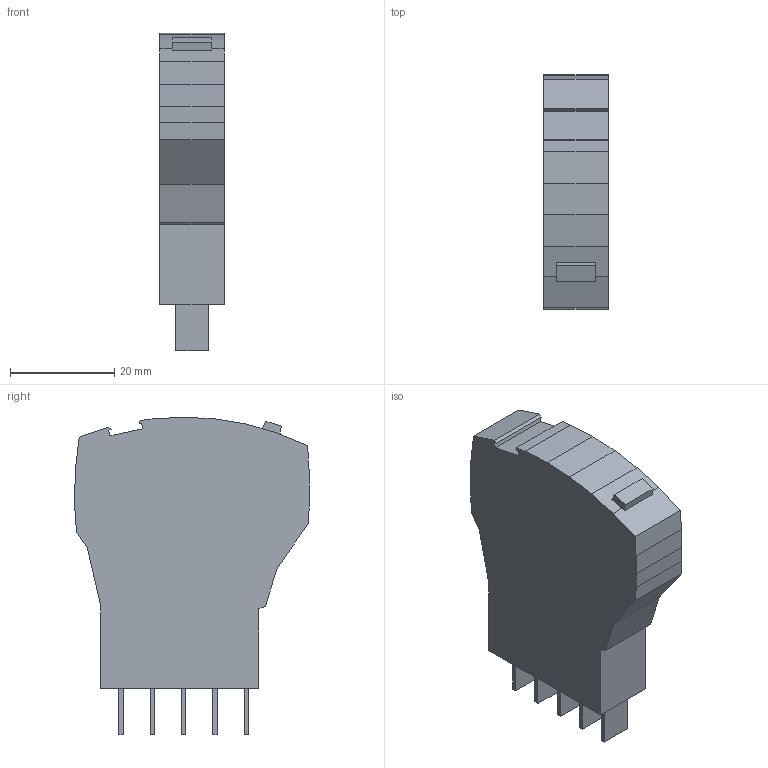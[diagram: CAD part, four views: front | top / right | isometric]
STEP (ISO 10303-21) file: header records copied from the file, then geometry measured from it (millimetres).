
FILE_DESCRIPTION(('Creo Elements/Direct Modeling STEP Export'),'2;1');
FILE_NAME('model.stp','2020-10-07T 6:28:59',(''),(''),'Creo Elements/Direct Modeling STEP processor for AP214 (Solid Model)','Creo Elements/Direct Modeling 20.1A 29-Sep-2018 (C) Parametric Technology GmbH','');
FILE_SCHEMA(('AUTOMOTIVE_DESIGN { 1 0 10303 214 1 1 1 1 }'));
Length unit declared in the file: millimetre
Products named in the file (2): CB_TM1_4A_M1_P-select
Assembly tree (1 placements, depth 2):
  CB_TM1_4A_M1_P-select
    CB_TM1_4A_M1_P-select
Bounding box: 12.3 x 45 x 60.85 mm (x, y, z)
Volume: 23512.9 mm3; surface area: 6640.4 mm2
Topology: 1 solids, 1 shells, 62 faces, 165 edges, 110 vertices
Faces by surface type: plane 62
Entity records: 2314 total; most frequent: CARTESIAN_POINT 338, ORIENTED_EDGE 330, DIRECTION 292, EDGE_CURVE 165, VECTOR 164, LINE 164, VERTEX_POINT 110, EDGE_LOOP 67
